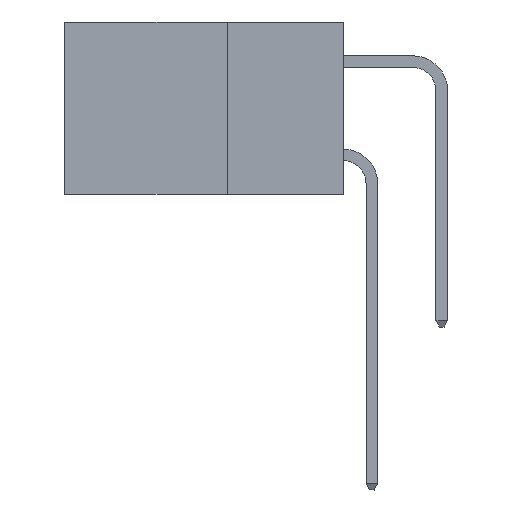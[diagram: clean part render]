
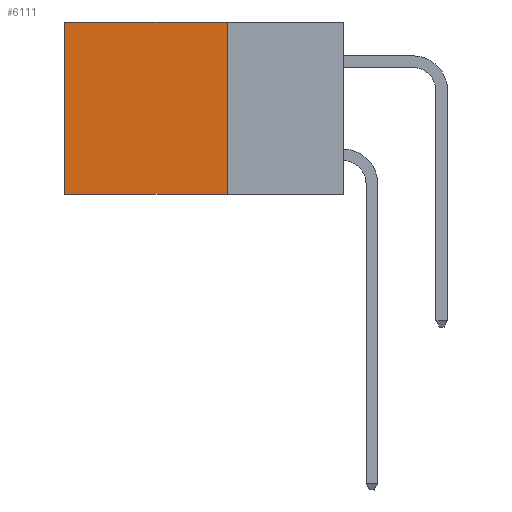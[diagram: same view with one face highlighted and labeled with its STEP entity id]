
A CAD part, left-side view. The second image highlights one B-rep face of the part: STEP entity #6111.
In plain terms, the highlighted planar face has unit normal (-1, 0, 0).
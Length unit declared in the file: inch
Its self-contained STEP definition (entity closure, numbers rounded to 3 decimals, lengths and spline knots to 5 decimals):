
#340 = DIRECTION ( 'NONE',  ( 0., 0., -1. ) ) ;
#1208 = ORIENTED_EDGE ( 'NONE', *, *, #9680, .T. ) ;
#1598 = EDGE_CURVE ( 'NONE', #9334, #11810, #5771, .T. ) ;
#1858 = CARTESIAN_POINT ( 'NONE',  ( 0.298, 0.25, 0. ) ) ;
#2674 = FACE_OUTER_BOUND ( 'NONE', #13807, .T. ) ;
#3066 = DIRECTION ( 'NONE',  ( 0., 0., -1. ) ) ;
#3099 = DIRECTION ( 'NONE',  ( 0., 0., -1. ) ) ;
#3102 = ORIENTED_EDGE ( 'NONE', *, *, #1598, .F. ) ;
#3390 = AXIS2_PLACEMENT_3D ( 'NONE', #1858, #11819, #3099 ) ;
#3618 = ORIENTED_EDGE ( 'NONE', *, *, #9869, .T. ) ;
#3762 = CARTESIAN_POINT ( 'NONE',  ( 0.298, 0.25, 0. ) ) ;
#4413 = LINE ( 'NONE', #9829, #4772 ) ;
#4708 = DIRECTION ( 'NONE',  ( 0., 1., 0. ) ) ;
#4772 = VECTOR ( 'NONE', #3066, 39.37008 ) ;
#4899 = VERTEX_POINT ( 'NONE', #12447 ) ;
#4919 = LINE ( 'NONE', #6953, #12218 ) ;
#5077 = CARTESIAN_POINT ( 'NONE',  ( 0.298, 0.6, 0. ) ) ;
#5542 = ORIENTED_EDGE ( 'NONE', *, *, #10537, .F. ) ;
#5679 = CARTESIAN_POINT ( 'NONE',  ( 0.298, 0.25, 0. ) ) ;
#5771 = LINE ( 'NONE', #5679, #9111 ) ;
#6111 = ADVANCED_FACE ( 'NONE', ( #2674 ), #6475, .F. ) ;
#6475 = PLANE ( 'NONE',  #3390 ) ;
#6657 = LINE ( 'NONE', #3762, #7162 ) ;
#6953 = CARTESIAN_POINT ( 'NONE',  ( 0.298, 0.25, -0.37 ) ) ;
#7162 = VECTOR ( 'NONE', #13659, 39.37008 ) ;
#9111 = VECTOR ( 'NONE', #340, 39.37008 ) ;
#9334 = VERTEX_POINT ( 'NONE', #10371 ) ;
#9680 = EDGE_CURVE ( 'NONE', #9334, #11476, #6657, .T. ) ;
#9829 = CARTESIAN_POINT ( 'NONE',  ( 0.298, 0.6, 0. ) ) ;
#9869 = EDGE_CURVE ( 'NONE', #11476, #4899, #4413, .T. ) ;
#10371 = CARTESIAN_POINT ( 'NONE',  ( 0.298, 0.25, 0. ) ) ;
#10537 = EDGE_CURVE ( 'NONE', #11810, #4899, #4919, .T. ) ;
#11476 = VERTEX_POINT ( 'NONE', #5077 ) ;
#11810 = VERTEX_POINT ( 'NONE', #12420 ) ;
#11819 = DIRECTION ( 'NONE',  ( 1., 0., 0. ) ) ;
#12218 = VECTOR ( 'NONE', #4708, 39.37008 ) ;
#12420 = CARTESIAN_POINT ( 'NONE',  ( 0.298, 0.25, -0.37 ) ) ;
#12447 = CARTESIAN_POINT ( 'NONE',  ( 0.298, 0.6, -0.37 ) ) ;
#13659 = DIRECTION ( 'NONE',  ( 0., 1., 0. ) ) ;
#13807 = EDGE_LOOP ( 'NONE', ( #3618, #5542, #3102, #1208 ) ) ;
